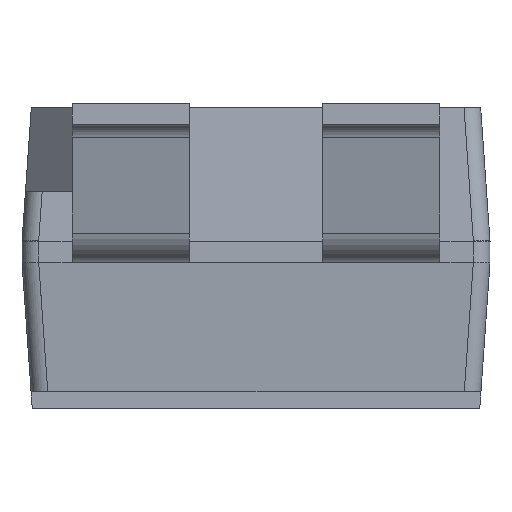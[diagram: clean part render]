
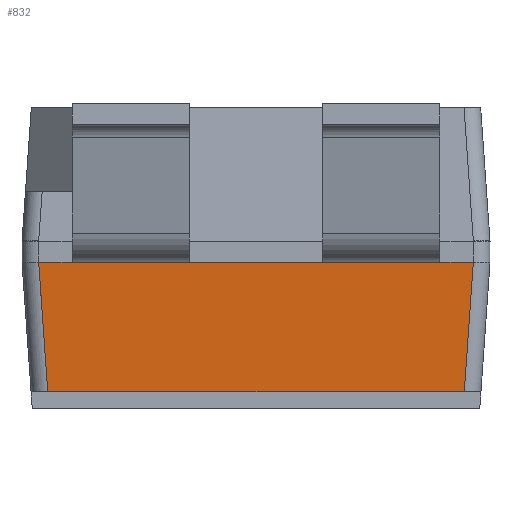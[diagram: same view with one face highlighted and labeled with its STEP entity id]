
A CAD part, left-side view. The second image highlights one B-rep face of the part: STEP entity #832.
In plain terms, the highlighted planar face has unit normal (-0.998, 0, -0.07).
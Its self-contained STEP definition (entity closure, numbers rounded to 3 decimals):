
#629 = EDGE_CURVE ( 'NONE', #836, #885, #2771, .T. ) ;
#630 = EDGE_CURVE ( 'NONE', #641, #827, #2861, .T. ) ;
#631 = ORIENTED_EDGE ( 'NONE', *, *, #842, .T. ) ;
#632 = ORIENTED_EDGE ( 'NONE', *, *, #629, .F. ) ;
#633 = ORIENTED_EDGE ( 'NONE', *, *, #630, .T. ) ;
#634 = EDGE_CURVE ( 'NONE', #872, #641, #2857, .T. ) ;
#641 = VERTEX_POINT ( 'NONE', #2848 ) ;
#642 = ORIENTED_EDGE ( 'NONE', *, *, #634, .T. ) ;
#827 = VERTEX_POINT ( 'NONE', #3392 ) ;
#832 = ADVANCED_FACE ( 'NONE', ( #3473 ), #3472, .T. ) ;
#833 = EDGE_LOOP ( 'NONE', ( #834, #844, #847, #851, #642, #633, #631, #632 ) ) ;
#834 = ORIENTED_EDGE ( 'NONE', *, *, #835, .T. ) ;
#835 = EDGE_CURVE ( 'NONE', #836, #843, #3470, .T. ) ;
#836 = VERTEX_POINT ( 'NONE', #3463 ) ;
#842 = EDGE_CURVE ( 'NONE', #827, #885, #3531, .T. ) ;
#843 = VERTEX_POINT ( 'NONE', #3418 ) ;
#844 = ORIENTED_EDGE ( 'NONE', *, *, #845, .T. ) ;
#845 = EDGE_CURVE ( 'NONE', #843, #846, #3417, .T. ) ;
#846 = VERTEX_POINT ( 'NONE', #3413 ) ;
#847 = ORIENTED_EDGE ( 'NONE', *, *, #849, .T. ) ;
#849 = EDGE_CURVE ( 'NONE', #846, #850, #3412, .T. ) ;
#850 = VERTEX_POINT ( 'NONE', #3428 ) ;
#851 = ORIENTED_EDGE ( 'NONE', *, *, #871, .T. ) ;
#871 = EDGE_CURVE ( 'NONE', #850, #872, #3401, .T. ) ;
#872 = VERTEX_POINT ( 'NONE', #3397 ) ;
#885 = VERTEX_POINT ( 'NONE', #1666 ) ;
#1666 = CARTESIAN_POINT ( 'NONE',  ( -1.546, 1.246, -1.7 ) ) ;
#2768 = DIRECTION ( 'NONE',  ( 0., 1., 0. ) ) ;
#2769 = VECTOR ( 'NONE', #2768, 1000. ) ;
#2770 = CARTESIAN_POINT ( 'NONE',  ( -1.546, 1.346, -1.7 ) ) ;
#2771 = LINE ( 'NONE', #2770, #2769 ) ;
#2848 = CARTESIAN_POINT ( 'NONE',  ( -1.6, 1.1, -0.925 ) ) ;
#2854 = DIRECTION ( 'NONE',  ( 0., 1., 0. ) ) ;
#2855 = VECTOR ( 'NONE', #2854, 1000. ) ;
#2856 = CARTESIAN_POINT ( 'NONE',  ( -1.6, 1.3, -0.925 ) ) ;
#2857 = LINE ( 'NONE', #2856, #2855 ) ;
#2858 = DIRECTION ( 'NONE',  ( 0., 1., 0. ) ) ;
#2859 = VECTOR ( 'NONE', #2858, 1000. ) ;
#2860 = CARTESIAN_POINT ( 'NONE',  ( -1.6, 1.3, -0.925 ) ) ;
#2861 = LINE ( 'NONE', #2860, #2859 ) ;
#3392 = CARTESIAN_POINT ( 'NONE',  ( -1.6, 1.3, -0.925 ) ) ;
#3397 = CARTESIAN_POINT ( 'NONE',  ( -1.6, 0.4, -0.925 ) ) ;
#3398 = DIRECTION ( 'NONE',  ( 0., 1., 0. ) ) ;
#3399 = VECTOR ( 'NONE', #3398, 1000. ) ;
#3400 = CARTESIAN_POINT ( 'NONE',  ( -1.6, 1.3, -0.925 ) ) ;
#3401 = LINE ( 'NONE', #3400, #3399 ) ;
#3411 = CARTESIAN_POINT ( 'NONE',  ( -1.6, 1.3, -0.925 ) ) ;
#3412 = LINE ( 'NONE', #3411, #3430 ) ;
#3413 = CARTESIAN_POINT ( 'NONE',  ( -1.6, -1.1, -0.925 ) ) ;
#3414 = DIRECTION ( 'NONE',  ( 0., 1., 0. ) ) ;
#3415 = VECTOR ( 'NONE', #3414, 1000. ) ;
#3416 = CARTESIAN_POINT ( 'NONE',  ( -1.6, 1.3, -0.925 ) ) ;
#3417 = LINE ( 'NONE', #3416, #3415 ) ;
#3418 = CARTESIAN_POINT ( 'NONE',  ( -1.6, -1.3, -0.925 ) ) ;
#3428 = CARTESIAN_POINT ( 'NONE',  ( -1.6, -0.4, -0.925 ) ) ;
#3429 = DIRECTION ( 'NONE',  ( 0., 1., 0. ) ) ;
#3430 = VECTOR ( 'NONE', #3429, 1000. ) ;
#3463 = CARTESIAN_POINT ( 'NONE',  ( -1.546, -1.246, -1.7 ) ) ;
#3464 = DIRECTION ( 'NONE',  ( -0.07, -0.069, 0.995 ) ) ;
#3465 = VECTOR ( 'NONE', #3464, 1000. ) ;
#3466 = CARTESIAN_POINT ( 'NONE',  ( -1.546, -1.246, -1.7 ) ) ;
#3467 = DIRECTION ( 'NONE',  ( -0.07, 0., 0.998 ) ) ;
#3468 = DIRECTION ( 'NONE',  ( -0.998, 0., -0.07 ) ) ;
#3469 = CARTESIAN_POINT ( 'NONE',  ( -1.6, 1.3, -0.925 ) ) ;
#3470 = LINE ( 'NONE', #3466, #3465 ) ;
#3471 = AXIS2_PLACEMENT_3D ( 'NONE', #3469, #3468, #3467 ) ;
#3472 = PLANE ( 'NONE',  #3471 ) ;
#3473 = FACE_OUTER_BOUND ( 'NONE', #833, .T. ) ;
#3528 = DIRECTION ( 'NONE',  ( 0.07, -0.069, -0.995 ) ) ;
#3529 = VECTOR ( 'NONE', #3528, 1000. ) ;
#3530 = CARTESIAN_POINT ( 'NONE',  ( -1.6, 1.3, -0.925 ) ) ;
#3531 = LINE ( 'NONE', #3530, #3529 ) ;
